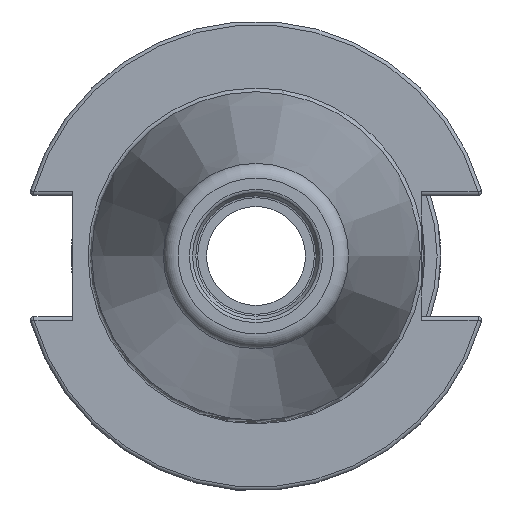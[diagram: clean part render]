
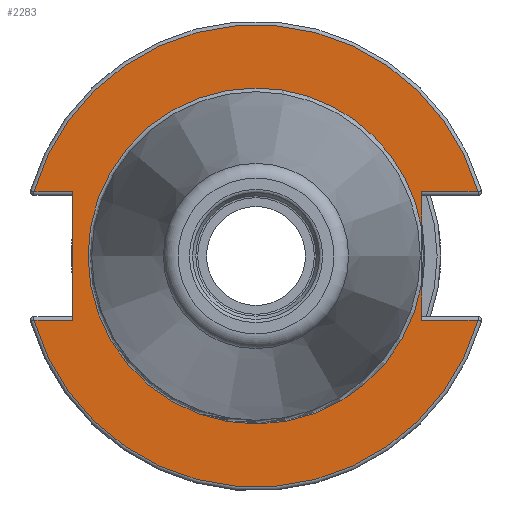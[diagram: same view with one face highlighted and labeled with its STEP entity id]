
A CAD part, left-side view. The second image highlights one B-rep face of the part: STEP entity #2283.
In plain terms, the highlighted planar face has unit normal (-1, 0, 0).
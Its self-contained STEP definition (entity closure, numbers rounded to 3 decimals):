
#32=PLANE('',#2443);
#128=FACE_OUTER_BOUND('',#258,.T.);
#258=EDGE_LOOP('',(#1522,#1523,#1524,#1525,#1526,#1527,#1528,#1529,#1530,
#1531,#1532));
#404=CIRCLE('',#2441,31.275);
#406=CIRCLE('',#2444,22.725);
#407=CIRCLE('',#2445,22.725);
#408=CIRCLE('',#2446,31.275);
#591=LINE('',#3546,#716);
#593=LINE('',#3584,#718);
#594=LINE('',#3590,#719);
#595=LINE('',#3592,#720);
#596=LINE('',#3596,#721);
#597=LINE('',#3598,#722);
#598=LINE('',#3599,#723);
#716=VECTOR('',#2764,10.);
#718=VECTOR('',#2788,10.);
#719=VECTOR('',#2793,10.);
#720=VECTOR('',#2794,10.);
#721=VECTOR('',#2797,10.);
#722=VECTOR('',#2798,10.);
#723=VECTOR('',#2799,10.);
#884=VERTEX_POINT('',#3540);
#886=VERTEX_POINT('',#3544);
#892=VERTEX_POINT('',#3579);
#893=VERTEX_POINT('',#3583);
#894=VERTEX_POINT('',#3585);
#895=VERTEX_POINT('',#3587);
#896=VERTEX_POINT('',#3589);
#897=VERTEX_POINT('',#3591);
#898=VERTEX_POINT('',#3593);
#899=VERTEX_POINT('',#3595);
#900=VERTEX_POINT('',#3597);
#1138=EDGE_CURVE('',#886,#884,#591,.T.);
#1147=EDGE_CURVE('',#884,#892,#404,.T.);
#1149=EDGE_CURVE('',#886,#893,#593,.T.);
#1150=EDGE_CURVE('',#893,#894,#406,.T.);
#1151=EDGE_CURVE('',#894,#895,#407,.T.);
#1152=EDGE_CURVE('',#895,#896,#594,.T.);
#1153=EDGE_CURVE('',#897,#896,#595,.T.);
#1154=EDGE_CURVE('',#898,#897,#408,.T.);
#1155=EDGE_CURVE('',#899,#898,#596,.T.);
#1156=EDGE_CURVE('',#899,#900,#597,.T.);
#1157=EDGE_CURVE('',#892,#900,#598,.T.);
#1522=ORIENTED_EDGE('',*,*,#1138,.F.);
#1523=ORIENTED_EDGE('',*,*,#1149,.T.);
#1524=ORIENTED_EDGE('',*,*,#1150,.T.);
#1525=ORIENTED_EDGE('',*,*,#1151,.T.);
#1526=ORIENTED_EDGE('',*,*,#1152,.T.);
#1527=ORIENTED_EDGE('',*,*,#1153,.F.);
#1528=ORIENTED_EDGE('',*,*,#1154,.F.);
#1529=ORIENTED_EDGE('',*,*,#1155,.F.);
#1530=ORIENTED_EDGE('',*,*,#1156,.T.);
#1531=ORIENTED_EDGE('',*,*,#1157,.F.);
#1532=ORIENTED_EDGE('',*,*,#1147,.F.);
#2283=ADVANCED_FACE('',(#128),#32,.T.);
#2441=AXIS2_PLACEMENT_3D('',#3580,#2782,#2783);
#2443=AXIS2_PLACEMENT_3D('',#3582,#2786,#2787);
#2444=AXIS2_PLACEMENT_3D('',#3586,#2789,#2790);
#2445=AXIS2_PLACEMENT_3D('',#3588,#2791,#2792);
#2446=AXIS2_PLACEMENT_3D('',#3594,#2795,#2796);
#2764=DIRECTION('',(0.,-1.,0.));
#2782=DIRECTION('center_axis',(1.,0.,0.));
#2783=DIRECTION('ref_axis',(0.,0.,-1.));
#2786=DIRECTION('center_axis',(-1.,0.,0.));
#2787=DIRECTION('ref_axis',(0.,0.,1.));
#2788=DIRECTION('',(0.,0.,1.));
#2789=DIRECTION('center_axis',(1.,0.,0.));
#2790=DIRECTION('ref_axis',(0.,0.,-1.));
#2791=DIRECTION('center_axis',(1.,0.,0.));
#2792=DIRECTION('ref_axis',(0.,0.,-1.));
#2793=DIRECTION('',(0.,0.,1.));
#2794=DIRECTION('',(0.,1.,0.));
#2795=DIRECTION('center_axis',(1.,0.,0.));
#2796=DIRECTION('ref_axis',(0.,0.,-1.));
#2797=DIRECTION('',(0.,1.,0.));
#2798=DIRECTION('',(0.,0.,-1.));
#2799=DIRECTION('',(0.,-1.,0.));
#3540=CARTESIAN_POINT('',(3.175,-30.043,-8.69));
#3544=CARTESIAN_POINT('',(3.175,-22.41,-8.69));
#3546=CARTESIAN_POINT('',(3.175,-6.341,-8.69));
#3579=CARTESIAN_POINT('',(3.175,30.043,-8.69));
#3580=CARTESIAN_POINT('Origin',(3.175,0.,0.));
#3582=CARTESIAN_POINT('Origin',(3.175,31.275,0.));
#3583=CARTESIAN_POINT('',(3.175,-22.41,-3.771));
#3584=CARTESIAN_POINT('',(3.175,-22.41,-4.095));
#3585=CARTESIAN_POINT('',(3.175,0.,22.725));
#3586=CARTESIAN_POINT('Origin',(3.175,0.,0.));
#3587=CARTESIAN_POINT('',(3.175,-22.41,3.771));
#3588=CARTESIAN_POINT('Origin',(3.175,0.,0.));
#3589=CARTESIAN_POINT('',(3.175,-22.41,8.69));
#3590=CARTESIAN_POINT('',(3.175,-22.41,-4.095));
#3591=CARTESIAN_POINT('',(3.175,-30.043,8.69));
#3592=CARTESIAN_POINT('',(3.175,4.432,8.69));
#3593=CARTESIAN_POINT('',(3.175,30.043,8.69));
#3594=CARTESIAN_POINT('Origin',(3.175,0.,0.));
#3595=CARTESIAN_POINT('',(3.175,24.8,8.69));
#3596=CARTESIAN_POINT('',(3.175,38.649,8.69));
#3597=CARTESIAN_POINT('',(3.175,24.8,-8.69));
#3598=CARTESIAN_POINT('',(3.175,24.8,4.095));
#3599=CARTESIAN_POINT('',(3.175,28.038,-8.69));
